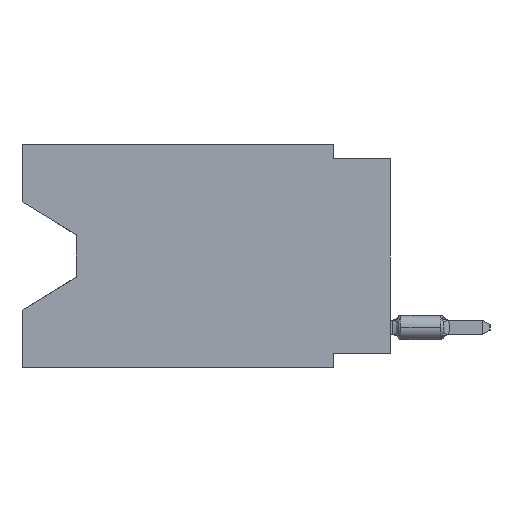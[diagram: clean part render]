
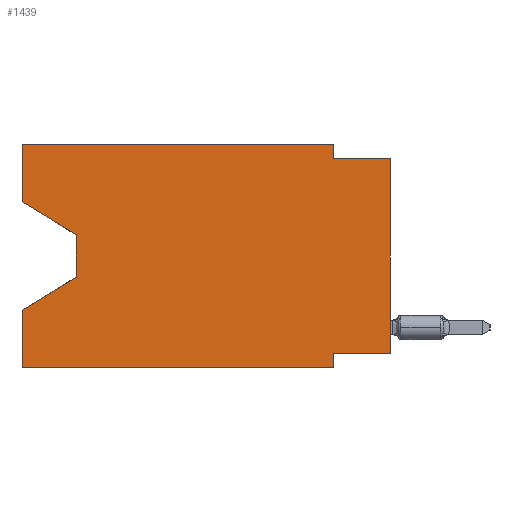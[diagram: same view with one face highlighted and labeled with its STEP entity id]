
A CAD part, left-side view. The second image highlights one B-rep face of the part: STEP entity #1439.
In plain terms, the highlighted planar face has unit normal (-1, 0, 0).
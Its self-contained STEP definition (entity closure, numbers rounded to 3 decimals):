
#55 = DIRECTION ( 'NONE',  ( 0., 1., 0. ) ) ;
#62 = CARTESIAN_POINT ( 'NONE',  ( 0., 16.383, 0. ) ) ;
#316 = VECTOR ( 'NONE', #23028, 1000. ) ;
#1276 = LINE ( 'NONE', #46836, #13614 ) ;
#1282 = ORIENTED_EDGE ( 'NONE', *, *, #10861, .F. ) ;
#1439 = ADVANCED_FACE ( 'NONE', ( #41079 ), #29063, .F. ) ;
#2754 = DIRECTION ( 'NONE',  ( 0., -1., 0. ) ) ;
#3405 = VERTEX_POINT ( 'NONE', #31051 ) ;
#5056 = DIRECTION ( 'NONE',  ( 0., -1., 0. ) ) ;
#5696 = DIRECTION ( 'NONE',  ( 0., 0., -1. ) ) ;
#5956 = VECTOR ( 'NONE', #61498, 1000. ) ;
#6083 = AXIS2_PLACEMENT_3D ( 'NONE', #62, #52393, #23036 ) ;
#6958 = ORIENTED_EDGE ( 'NONE', *, *, #69712, .F. ) ;
#7398 = EDGE_CURVE ( 'NONE', #66920, #49272, #74288, .T. ) ;
#7717 = DIRECTION ( 'NONE',  ( 0., 0., 1. ) ) ;
#9477 = VERTEX_POINT ( 'NONE', #46254 ) ;
#10861 = EDGE_CURVE ( 'NONE', #69650, #25834, #53264, .T. ) ;
#11091 = EDGE_CURVE ( 'NONE', #20790, #35730, #64829, .T. ) ;
#12461 = CARTESIAN_POINT ( 'NONE',  ( 0., 0., -0.635 ) ) ;
#13279 = CARTESIAN_POINT ( 'NONE',  ( 0., 13.97, -4.013 ) ) ;
#13614 = VECTOR ( 'NONE', #52494, 1000. ) ;
#16359 = CARTESIAN_POINT ( 'NONE',  ( 0., 16.383, 0. ) ) ;
#16984 = CARTESIAN_POINT ( 'NONE',  ( 0., 2.54, 0. ) ) ;
#18132 = CARTESIAN_POINT ( 'NONE',  ( 0., 16.383, 0. ) ) ;
#19752 = ORIENTED_EDGE ( 'NONE', *, *, #70200, .F. ) ;
#20430 = VECTOR ( 'NONE', #28661, 1000. ) ;
#20657 = ORIENTED_EDGE ( 'NONE', *, *, #70155, .F. ) ;
#20790 = VERTEX_POINT ( 'NONE', #42340 ) ;
#22722 = CARTESIAN_POINT ( 'NONE',  ( 0., 16.383, -7.36 ) ) ;
#23028 = DIRECTION ( 'NONE',  ( 0., 0., 1. ) ) ;
#23036 = DIRECTION ( 'NONE',  ( 0., 0., -1. ) ) ;
#24599 = CARTESIAN_POINT ( 'NONE',  ( 0., 16.383, -9.906 ) ) ;
#25834 = VERTEX_POINT ( 'NONE', #22722 ) ;
#28238 = ORIENTED_EDGE ( 'NONE', *, *, #71982, .T. ) ;
#28661 = DIRECTION ( 'NONE',  ( 0., -1., 0. ) ) ;
#29063 = PLANE ( 'NONE',  #6083 ) ;
#29306 = CARTESIAN_POINT ( 'NONE',  ( 0., 16.383, -2.546 ) ) ;
#30304 = CARTESIAN_POINT ( 'NONE',  ( 0., 16.383, 0. ) ) ;
#30537 = ORIENTED_EDGE ( 'NONE', *, *, #46495, .T. ) ;
#30688 = EDGE_CURVE ( 'NONE', #9477, #44934, #1276, .T. ) ;
#31051 = CARTESIAN_POINT ( 'NONE',  ( 0., 2.54, -9.906 ) ) ;
#31296 = CARTESIAN_POINT ( 'NONE',  ( 0., 16.383, 0. ) ) ;
#32415 = CARTESIAN_POINT ( 'NONE',  ( 0., 2.54, -0.635 ) ) ;
#33405 = DIRECTION ( 'NONE',  ( 0., -0.855, -0.519 ) ) ;
#33499 = VECTOR ( 'NONE', #7717, 1000. ) ;
#33779 = CARTESIAN_POINT ( 'NONE',  ( 0., 2.54, -9.271 ) ) ;
#34292 = LINE ( 'NONE', #12461, #20430 ) ;
#34699 = LINE ( 'NONE', #18132, #316 ) ;
#35730 = VERTEX_POINT ( 'NONE', #67627 ) ;
#36070 = VECTOR ( 'NONE', #5696, 1000. ) ;
#36466 = ORIENTED_EDGE ( 'NONE', *, *, #11091, .T. ) ;
#36545 = DIRECTION ( 'NONE',  ( 0., 0.855, -0.519 ) ) ;
#37418 = CARTESIAN_POINT ( 'NONE',  ( 0., 16.383, -9.906 ) ) ;
#41079 = FACE_OUTER_BOUND ( 'NONE', #74005, .T. ) ;
#41826 = LINE ( 'NONE', #58794, #58985 ) ;
#42340 = CARTESIAN_POINT ( 'NONE',  ( 0., 13.97, -4.013 ) ) ;
#43549 = VERTEX_POINT ( 'NONE', #33779 ) ;
#43768 = VECTOR ( 'NONE', #2754, 1000. ) ;
#44934 = VERTEX_POINT ( 'NONE', #63870 ) ;
#44942 = CARTESIAN_POINT ( 'NONE',  ( 0., 2.54, -9.906 ) ) ;
#46254 = CARTESIAN_POINT ( 'NONE',  ( 0., 0., -9.271 ) ) ;
#46495 = EDGE_CURVE ( 'NONE', #69650, #3405, #65611, .T. ) ;
#46695 = VECTOR ( 'NONE', #59191, 1000. ) ;
#46728 = LINE ( 'NONE', #69699, #58187 ) ;
#46834 = EDGE_CURVE ( 'NONE', #9477, #43549, #46728, .T. ) ;
#46836 = CARTESIAN_POINT ( 'NONE',  ( 0., 0., 0. ) ) ;
#49272 = VERTEX_POINT ( 'NONE', #50641 ) ;
#50641 = CARTESIAN_POINT ( 'NONE',  ( 0., 2.54, 0. ) ) ;
#52393 = DIRECTION ( 'NONE',  ( 1., 0., 0. ) ) ;
#52464 = VECTOR ( 'NONE', #5056, 1000. ) ;
#52494 = DIRECTION ( 'NONE',  ( 0., 0., 1. ) ) ;
#53236 = EDGE_CURVE ( 'NONE', #35730, #25834, #41826, .T. ) ;
#53264 = LINE ( 'NONE', #30304, #33499 ) ;
#54410 = VECTOR ( 'NONE', #33405, 1000. ) ;
#55231 = CARTESIAN_POINT ( 'NONE',  ( 0., 16.383, -2.546 ) ) ;
#55510 = EDGE_CURVE ( 'NONE', #64200, #66920, #34699, .T. ) ;
#58187 = VECTOR ( 'NONE', #55, 1000. ) ;
#58794 = CARTESIAN_POINT ( 'NONE',  ( 0., 13.97, -5.893 ) ) ;
#58985 = VECTOR ( 'NONE', #36545, 1000. ) ;
#59191 = DIRECTION ( 'NONE',  ( 0., 0., -1. ) ) ;
#61498 = DIRECTION ( 'NONE',  ( 0., 0., -1. ) ) ;
#61623 = LINE ( 'NONE', #55231, #54410 ) ;
#63870 = CARTESIAN_POINT ( 'NONE',  ( 0., 0., -0.635 ) ) ;
#64200 = VERTEX_POINT ( 'NONE', #29306 ) ;
#64587 = ORIENTED_EDGE ( 'NONE', *, *, #7398, .F. ) ;
#64829 = LINE ( 'NONE', #13279, #46695 ) ;
#65611 = LINE ( 'NONE', #24599, #43768 ) ;
#66920 = VERTEX_POINT ( 'NONE', #31296 ) ;
#67627 = CARTESIAN_POINT ( 'NONE',  ( 0., 13.97, -5.893 ) ) ;
#67831 = ORIENTED_EDGE ( 'NONE', *, *, #55510, .F. ) ;
#67917 = LINE ( 'NONE', #44942, #5956 ) ;
#68171 = VERTEX_POINT ( 'NONE', #32415 ) ;
#69223 = ORIENTED_EDGE ( 'NONE', *, *, #30688, .T. ) ;
#69650 = VERTEX_POINT ( 'NONE', #37418 ) ;
#69659 = LINE ( 'NONE', #16984, #36070 ) ;
#69699 = CARTESIAN_POINT ( 'NONE',  ( 0., 0., -9.271 ) ) ;
#69712 = EDGE_CURVE ( 'NONE', #43549, #3405, #67917, .T. ) ;
#69727 = ORIENTED_EDGE ( 'NONE', *, *, #46834, .F. ) ;
#70155 = EDGE_CURVE ( 'NONE', #68171, #44934, #34292, .T. ) ;
#70200 = EDGE_CURVE ( 'NONE', #49272, #68171, #69659, .T. ) ;
#71982 = EDGE_CURVE ( 'NONE', #64200, #20790, #61623, .T. ) ;
#72059 = ORIENTED_EDGE ( 'NONE', *, *, #53236, .T. ) ;
#74005 = EDGE_LOOP ( 'NONE', ( #28238, #36466, #72059, #1282, #30537, #6958, #69727, #69223, #20657, #19752, #64587, #67831 ) ) ;
#74288 = LINE ( 'NONE', #16359, #52464 ) ;
